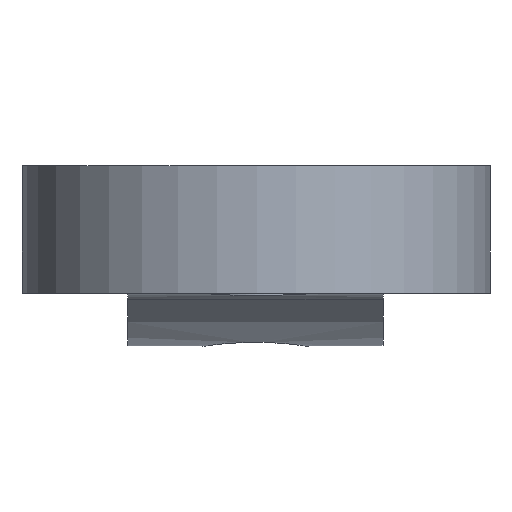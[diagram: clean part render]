
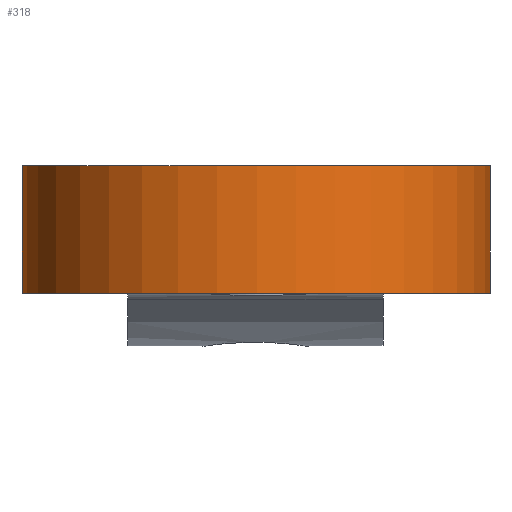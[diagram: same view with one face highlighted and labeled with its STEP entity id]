
A CAD part, front view. The second image highlights one B-rep face of the part: STEP entity #318.
In plain terms, the highlighted cylindrical face has radius 5.5 mm (diameter 11 mm), a partial arc.
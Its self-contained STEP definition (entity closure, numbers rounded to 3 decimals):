
#36=CYLINDRICAL_SURFACE('',#367,5.5);
#52=FACE_OUTER_BOUND('',#73,.T.);
#73=EDGE_LOOP('',(#293,#294,#295,#296));
#91=LINE('',#595,#112);
#94=LINE('',#601,#115);
#112=VECTOR('',#447,10.);
#115=VECTOR('',#456,10.);
#120=CIRCLE('',#340,5.5);
#132=CIRCLE('',#357,5.5);
#142=VERTEX_POINT('',#513);
#143=VERTEX_POINT('',#515);
#161=VERTEX_POINT('',#573);
#162=VERTEX_POINT('',#575);
#174=EDGE_CURVE('',#143,#142,#120,.T.);
#198=EDGE_CURVE('',#161,#162,#132,.T.);
#206=EDGE_CURVE('',#143,#161,#91,.T.);
#209=EDGE_CURVE('',#142,#162,#94,.T.);
#293=ORIENTED_EDGE('',*,*,#174,.T.);
#294=ORIENTED_EDGE('',*,*,#209,.T.);
#295=ORIENTED_EDGE('',*,*,#198,.F.);
#296=ORIENTED_EDGE('',*,*,#206,.F.);
#318=ADVANCED_FACE('',(#52),#36,.T.);
#340=AXIS2_PLACEMENT_3D('',#516,#386,#387);
#357=AXIS2_PLACEMENT_3D('',#576,#430,#431);
#367=AXIS2_PLACEMENT_3D('',#603,#458,#459);
#386=DIRECTION('center_axis',(0.,0.,-1.));
#387=DIRECTION('ref_axis',(1.,0.,0.));
#430=DIRECTION('center_axis',(0.,0.,-1.));
#431=DIRECTION('ref_axis',(1.,0.,0.));
#447=DIRECTION('',(0.,0.,-1.));
#456=DIRECTION('',(0.,0.,-1.));
#458=DIRECTION('center_axis',(0.,0.,-1.));
#459=DIRECTION('ref_axis',(0.003,-1.,0.));
#513=CARTESIAN_POINT('',(-3.,-4.121,-33.25));
#515=CARTESIAN_POINT('',(3.,-4.104,-33.25));
#516=CARTESIAN_POINT('Origin',(0.013,-8.722,-33.25));
#573=CARTESIAN_POINT('',(3.,-4.104,-36.25));
#575=CARTESIAN_POINT('',(-3.,-4.121,-36.25));
#576=CARTESIAN_POINT('Origin',(0.013,-8.722,-36.25));
#595=CARTESIAN_POINT('',(3.,-4.104,-33.25));
#601=CARTESIAN_POINT('',(-3.,-4.121,-33.25));
#603=CARTESIAN_POINT('Origin',(0.013,-8.722,-33.25));
